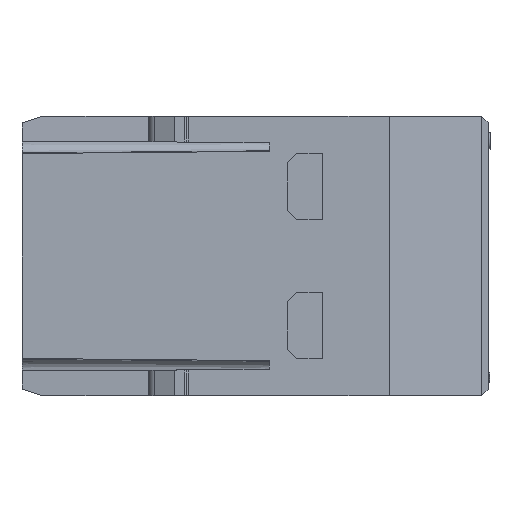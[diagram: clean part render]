
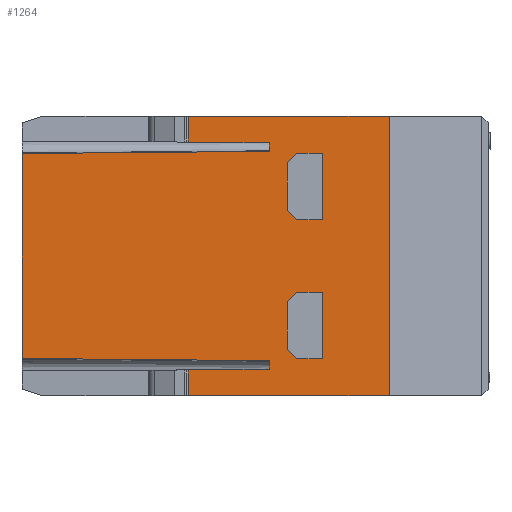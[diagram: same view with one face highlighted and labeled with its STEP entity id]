
A CAD part, front view. The second image highlights one B-rep face of the part: STEP entity #1264.
In plain terms, the highlighted planar face has unit normal (0, -1, 0).
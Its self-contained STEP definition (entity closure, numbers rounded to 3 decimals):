
#1264=ADVANCED_FACE('',(#3609,#3610,#3611),#1588,.F.);
#1588=PLANE('',#10532);
#1835=LINE('',#13993,#2629);
#1837=LINE('',#13997,#2631);
#1838=LINE('',#13999,#2632);
#1841=LINE('',#14005,#2635);
#1842=LINE('',#14007,#2636);
#1844=LINE('',#14011,#2638);
#1853=LINE('',#14030,#2647);
#1854=LINE('',#14032,#2648);
#1857=LINE('',#14038,#2651);
#1858=LINE('',#14040,#2652);
#1861=LINE('',#14046,#2655);
#1862=LINE('',#14048,#2656);
#1901=LINE('',#14133,#2695);
#1904=LINE('',#14139,#2698);
#1911=LINE('',#14174,#2705);
#1926=LINE('',#14212,#2720);
#1980=LINE('',#14405,#2774);
#1981=LINE('',#14412,#2775);
#1986=LINE('',#14424,#2780);
#2164=LINE('',#15453,#2958);
#2373=LINE('',#16920,#3167);
#2377=LINE('',#16930,#3171);
#2378=LINE('',#16932,#3172);
#2379=LINE('',#16934,#3173);
#2629=VECTOR('',#11043,1.);
#2631=VECTOR('',#11047,1.);
#2632=VECTOR('',#11050,1.);
#2635=VECTOR('',#11055,1.);
#2636=VECTOR('',#11058,1.);
#2638=VECTOR('',#11062,1.);
#2647=VECTOR('',#11075,1.);
#2648=VECTOR('',#11078,1.);
#2651=VECTOR('',#11083,1.);
#2652=VECTOR('',#11086,1.);
#2655=VECTOR('',#11091,1.);
#2656=VECTOR('',#11094,1.);
#2695=VECTOR('',#11169,1.);
#2698=VECTOR('',#11174,1.);
#2705=VECTOR('',#11183,1.);
#2720=VECTOR('',#11224,1.);
#2774=VECTOR('',#11348,1.);
#2775=VECTOR('',#11351,1.);
#2780=VECTOR('',#11360,1.);
#2958=VECTOR('',#11992,1.);
#3167=VECTOR('',#13001,1.);
#3171=VECTOR('',#13009,1.);
#3172=VECTOR('',#13012,1.);
#3173=VECTOR('',#13013,1.);
#3609=FACE_BOUND('',#4136,.T.);
#3610=FACE_BOUND('',#4137,.T.);
#3611=FACE_BOUND('',#4138,.T.);
#4136=EDGE_LOOP('',(#6877,#6878,#6879,#6880,#6881,#6882));
#4137=EDGE_LOOP('',(#6883,#6884,#6885,#6886,#6887,#6888));
#4138=EDGE_LOOP('',(#6889,#6890,#6891,#6892,#6893,#6894,#6895,#6896,#6897,
#6898,#6899,#6900));
#6877=ORIENTED_EDGE('',*,*,#8290,.F.);
#6878=ORIENTED_EDGE('',*,*,#8289,.F.);
#6879=ORIENTED_EDGE('',*,*,#8286,.F.);
#6880=ORIENTED_EDGE('',*,*,#8285,.F.);
#6881=ORIENTED_EDGE('',*,*,#8283,.F.);
#6882=ORIENTED_EDGE('',*,*,#8292,.F.);
#6883=ORIENTED_EDGE('',*,*,#8309,.F.);
#6884=ORIENTED_EDGE('',*,*,#8306,.F.);
#6885=ORIENTED_EDGE('',*,*,#8305,.F.);
#6886=ORIENTED_EDGE('',*,*,#8302,.F.);
#6887=ORIENTED_EDGE('',*,*,#8301,.F.);
#6888=ORIENTED_EDGE('',*,*,#8310,.F.);
#6889=ORIENTED_EDGE('',*,*,#8365,.T.);
#6890=ORIENTED_EDGE('',*,*,#8354,.F.);
#6891=ORIENTED_EDGE('',*,*,#8384,.T.);
#6892=ORIENTED_EDGE('',*,*,#8351,.F.);
#6893=ORIENTED_EDGE('',*,*,#9368,.F.);
#6894=ORIENTED_EDGE('',*,*,#9369,.F.);
#6895=ORIENTED_EDGE('',*,*,#8469,.F.);
#6896=ORIENTED_EDGE('',*,*,#8463,.F.);
#6897=ORIENTED_EDGE('',*,*,#8461,.T.);
#6898=ORIENTED_EDGE('',*,*,#9362,.F.);
#6899=ORIENTED_EDGE('',*,*,#8819,.F.);
#6900=ORIENTED_EDGE('',*,*,#9367,.F.);
#7249=VERTEX_POINT('',#13990);
#7250=VERTEX_POINT('',#13992);
#7251=VERTEX_POINT('',#13996);
#7252=VERTEX_POINT('',#14000);
#7253=VERTEX_POINT('',#14004);
#7254=VERTEX_POINT('',#14008);
#7261=VERTEX_POINT('',#14027);
#7262=VERTEX_POINT('',#14029);
#7263=VERTEX_POINT('',#14033);
#7264=VERTEX_POINT('',#14037);
#7265=VERTEX_POINT('',#14041);
#7266=VERTEX_POINT('',#14045);
#7295=VERTEX_POINT('',#14134);
#7296=VERTEX_POINT('',#14135);
#7297=VERTEX_POINT('',#14140);
#7298=VERTEX_POINT('',#14141);
#7308=VERTEX_POINT('',#14175);
#7369=VERTEX_POINT('',#14404);
#7370=VERTEX_POINT('',#14406);
#7371=VERTEX_POINT('',#14413);
#7373=VERTEX_POINT('',#14418);
#7611=VERTEX_POINT('',#15452);
#7612=VERTEX_POINT('',#15454);
#7954=VERTEX_POINT('',#16933);
#8283=EDGE_CURVE('',#7250,#7249,#1835,.T.);
#8285=EDGE_CURVE('',#7249,#7251,#1837,.T.);
#8286=EDGE_CURVE('',#7251,#7252,#1838,.T.);
#8289=EDGE_CURVE('',#7252,#7253,#1841,.T.);
#8290=EDGE_CURVE('',#7253,#7254,#1842,.T.);
#8292=EDGE_CURVE('',#7254,#7250,#1844,.T.);
#8301=EDGE_CURVE('',#7262,#7261,#1853,.T.);
#8302=EDGE_CURVE('',#7261,#7263,#1854,.T.);
#8305=EDGE_CURVE('',#7263,#7264,#1857,.T.);
#8306=EDGE_CURVE('',#7264,#7265,#1858,.T.);
#8309=EDGE_CURVE('',#7265,#7266,#1861,.T.);
#8310=EDGE_CURVE('',#7266,#7262,#1862,.T.);
#8351=EDGE_CURVE('',#7295,#7296,#1901,.T.);
#8354=EDGE_CURVE('',#7297,#7298,#1904,.T.);
#8365=EDGE_CURVE('',#7308,#7298,#1911,.T.);
#8384=EDGE_CURVE('',#7297,#7296,#1926,.T.);
#8461=EDGE_CURVE('',#7370,#7369,#1980,.T.);
#8463=EDGE_CURVE('',#7370,#7371,#1981,.T.);
#8469=EDGE_CURVE('',#7371,#7373,#1986,.T.);
#8819=EDGE_CURVE('',#7611,#7612,#2164,.T.);
#9362=EDGE_CURVE('',#7612,#7369,#2373,.T.);
#9367=EDGE_CURVE('',#7308,#7611,#2377,.T.);
#9368=EDGE_CURVE('',#7954,#7295,#2378,.T.);
#9369=EDGE_CURVE('',#7373,#7954,#2379,.T.);
#10532=AXIS2_PLACEMENT_3D('',#16935,#13014,#13015);
#11043=DIRECTION('',(0.,0.,1.));
#11047=DIRECTION('',(-1.,0.,0.));
#11050=DIRECTION('',(-0.707,0.,-0.707));
#11055=DIRECTION('',(0.,0.,-1.));
#11058=DIRECTION('',(0.707,0.,-0.707));
#11062=DIRECTION('',(1.,0.,0.));
#11075=DIRECTION('',(-1.,0.,0.));
#11078=DIRECTION('',(-0.707,0.,-0.707));
#11083=DIRECTION('',(0.,0.,-1.));
#11086=DIRECTION('',(0.707,0.,-0.707));
#11091=DIRECTION('',(1.,0.,0.));
#11094=DIRECTION('',(0.,0.,1.));
#11169=DIRECTION('',(1.,0.,0.009));
#11174=DIRECTION('',(-1.,0.,0.009));
#11183=DIRECTION('',(0.,0.,-1.));
#11224=DIRECTION('',(0.,0.,-1.));
#11348=DIRECTION('',(0.,0.,-1.));
#11351=DIRECTION('',(1.,0.,0.009));
#11360=DIRECTION('',(0.,0.,1.));
#11992=DIRECTION('',(0.,0.,-1.));
#13001=DIRECTION('',(-1.,0.,0.));
#13009=DIRECTION('',(1.,0.,0.));
#13012=DIRECTION('',(0.,0.,1.));
#13013=DIRECTION('',(-1.,0.,0.009));
#13014=DIRECTION('',(0.,1.,0.));
#13015=DIRECTION('',(0.,0.,-1.));
#13990=CARTESIAN_POINT('',(54.15,-15.15,10.8));
#13992=CARTESIAN_POINT('',(54.15,-15.15,3.8));
#13993=CARTESIAN_POINT('',(54.15,-15.15,3.8));
#13996=CARTESIAN_POINT('',(51.5,-15.15,10.8));
#13997=CARTESIAN_POINT('',(54.15,-15.15,10.8));
#13999=CARTESIAN_POINT('',(51.5,-15.15,10.8));
#14000=CARTESIAN_POINT('',(50.5,-15.15,9.8));
#14004=CARTESIAN_POINT('',(50.5,-15.15,4.8));
#14005=CARTESIAN_POINT('',(50.5,-15.15,9.8));
#14007=CARTESIAN_POINT('',(50.5,-15.15,4.8));
#14008=CARTESIAN_POINT('',(51.5,-15.15,3.8));
#14011=CARTESIAN_POINT('',(51.5,-15.15,3.8));
#14027=CARTESIAN_POINT('',(51.5,-15.15,-3.8));
#14029=CARTESIAN_POINT('',(54.15,-15.15,-3.8));
#14030=CARTESIAN_POINT('',(54.15,-15.15,-3.8));
#14032=CARTESIAN_POINT('',(51.5,-15.15,-3.8));
#14033=CARTESIAN_POINT('',(50.5,-15.15,-4.8));
#14037=CARTESIAN_POINT('',(50.5,-15.15,-9.8));
#14038=CARTESIAN_POINT('',(50.5,-15.15,-4.8));
#14040=CARTESIAN_POINT('',(50.5,-15.15,-9.8));
#14041=CARTESIAN_POINT('',(51.5,-15.15,-10.8));
#14045=CARTESIAN_POINT('',(54.15,-15.15,-10.8));
#14046=CARTESIAN_POINT('',(51.5,-15.15,-10.8));
#14048=CARTESIAN_POINT('',(54.15,-15.15,-10.8));
#14133=CARTESIAN_POINT('',(22.6,-15.15,10.773));
#14134=CARTESIAN_POINT('',(22.6,-15.15,10.773));
#14135=CARTESIAN_POINT('',(48.6,-15.15,11.));
#14139=CARTESIAN_POINT('',(48.6,-15.15,11.9));
#14140=CARTESIAN_POINT('',(48.6,-15.15,11.9));
#14141=CARTESIAN_POINT('',(40.085,-15.15,11.974));
#14174=CARTESIAN_POINT('',(40.085,-15.15,14.7));
#14175=CARTESIAN_POINT('',(40.085,-15.15,14.7));
#14212=CARTESIAN_POINT('',(48.6,-15.15,11.9));
#14404=CARTESIAN_POINT('',(40.085,-15.15,-14.7));
#14405=CARTESIAN_POINT('',(40.085,-15.15,-11.974));
#14406=CARTESIAN_POINT('',(40.085,-15.15,-11.974));
#14412=CARTESIAN_POINT('',(40.085,-15.15,-11.974));
#14413=CARTESIAN_POINT('',(48.6,-15.15,-11.9));
#14418=CARTESIAN_POINT('',(48.6,-15.15,-11.));
#14424=CARTESIAN_POINT('',(48.6,-15.15,-11.9));
#15452=CARTESIAN_POINT('',(61.2,-15.15,14.7));
#15453=CARTESIAN_POINT('',(61.2,-15.15,14.7));
#15454=CARTESIAN_POINT('',(61.2,-15.15,-14.7));
#16920=CARTESIAN_POINT('',(61.2,-15.15,-14.7));
#16930=CARTESIAN_POINT('',(40.085,-15.15,14.7));
#16932=CARTESIAN_POINT('',(22.6,-15.15,-10.773));
#16933=CARTESIAN_POINT('',(22.6,-15.15,-10.773));
#16934=CARTESIAN_POINT('',(48.6,-15.15,-11.));
#16935=CARTESIAN_POINT('',(58.2,-15.15,14.7));
